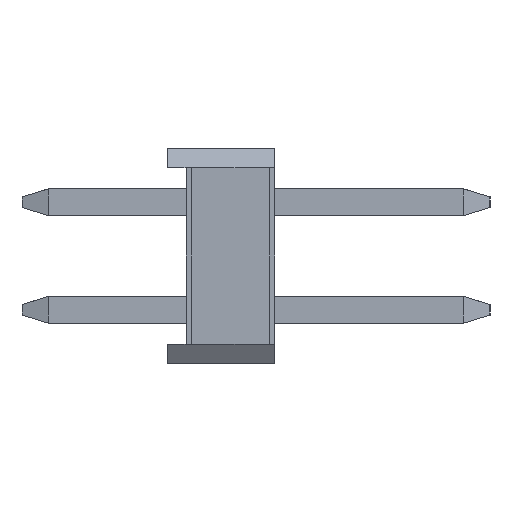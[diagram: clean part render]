
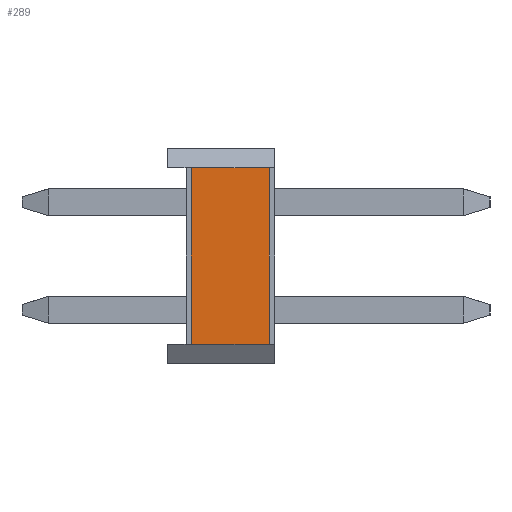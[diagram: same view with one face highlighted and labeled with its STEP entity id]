
A CAD part, left-side view. The second image highlights one B-rep face of the part: STEP entity #289.
In plain terms, the highlighted planar face has unit normal (-1, 0, 0).
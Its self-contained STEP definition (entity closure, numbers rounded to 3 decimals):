
#117 = CARTESIAN_POINT ( 'NONE',  ( -16., 0., 0. ) ) ;
#289 = ADVANCED_FACE ( 'NONE', ( #16198 ), #5249, .T. ) ;
#502 = EDGE_CURVE ( 'NONE', #7169, #10213, #10734, .T. ) ;
#1117 = EDGE_LOOP ( 'NONE', ( #5974, #7536, #7833, #9950 ) ) ;
#1529 = AXIS2_PLACEMENT_3D ( 'NONE', #117, #4164, #13076 ) ;
#1700 = VECTOR ( 'NONE', #13428, 1000. ) ;
#2977 = LINE ( 'NONE', #10820, #12070 ) ;
#3150 = DIRECTION ( 'NONE',  ( 0., -1., 0. ) ) ;
#3942 = DIRECTION ( 'NONE',  ( 0., 0., 1. ) ) ;
#4164 = DIRECTION ( 'NONE',  ( -1., 0., 0. ) ) ;
#4274 = CARTESIAN_POINT ( 'NONE',  ( -16., 1.64, 0.9 ) ) ;
#5128 = EDGE_CURVE ( 'NONE', #11068, #8600, #15457, .T. ) ;
#5249 = PLANE ( 'NONE',  #1529 ) ;
#5365 = CARTESIAN_POINT ( 'NONE',  ( -16., -1.64, -0.55 ) ) ;
#5974 = ORIENTED_EDGE ( 'NONE', *, *, #502, .T. ) ;
#7124 = CARTESIAN_POINT ( 'NONE',  ( -16., 1.64, 0.9 ) ) ;
#7169 = VERTEX_POINT ( 'NONE', #4274 ) ;
#7458 = VECTOR ( 'NONE', #15923, 1000. ) ;
#7536 = ORIENTED_EDGE ( 'NONE', *, *, #13057, .T. ) ;
#7626 = CARTESIAN_POINT ( 'NONE',  ( -16., 1.64, -0.55 ) ) ;
#7833 = ORIENTED_EDGE ( 'NONE', *, *, #5128, .T. ) ;
#8560 = LINE ( 'NONE', #7124, #1700 ) ;
#8600 = VERTEX_POINT ( 'NONE', #11108 ) ;
#9950 = ORIENTED_EDGE ( 'NONE', *, *, #14738, .F. ) ;
#10213 = VERTEX_POINT ( 'NONE', #7626 ) ;
#10734 = LINE ( 'NONE', #12164, #7458 ) ;
#10820 = CARTESIAN_POINT ( 'NONE',  ( -16., 1.64, -0.55 ) ) ;
#11068 = VERTEX_POINT ( 'NONE', #5365 ) ;
#11108 = CARTESIAN_POINT ( 'NONE',  ( -16., -1.64, 0.9 ) ) ;
#12070 = VECTOR ( 'NONE', #3150, 1000. ) ;
#12164 = CARTESIAN_POINT ( 'NONE',  ( -16., 1.64, 0. ) ) ;
#13057 = EDGE_CURVE ( 'NONE', #10213, #11068, #2977, .T. ) ;
#13076 = DIRECTION ( 'NONE',  ( 0., 0., 1. ) ) ;
#13222 = VECTOR ( 'NONE', #3942, 1000. ) ;
#13269 = CARTESIAN_POINT ( 'NONE',  ( -16., -1.64, -31.311 ) ) ;
#13428 = DIRECTION ( 'NONE',  ( 0., -1., 0. ) ) ;
#14738 = EDGE_CURVE ( 'NONE', #7169, #8600, #8560, .T. ) ;
#15457 = LINE ( 'NONE', #13269, #13222 ) ;
#15923 = DIRECTION ( 'NONE',  ( 0., 0., -1. ) ) ;
#16198 = FACE_OUTER_BOUND ( 'NONE', #1117, .T. ) ;
